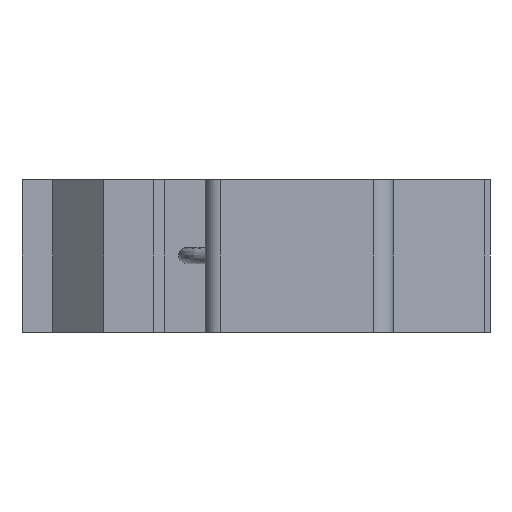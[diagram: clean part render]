
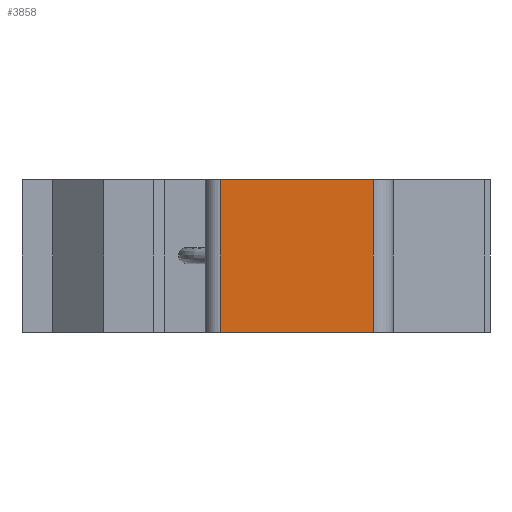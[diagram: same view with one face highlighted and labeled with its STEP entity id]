
A CAD part, front view. The second image highlights one B-rep face of the part: STEP entity #3858.
In plain terms, the highlighted planar face has unit normal (0, -1, 0).
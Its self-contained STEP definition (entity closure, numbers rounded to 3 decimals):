
#414=ORIENTED_EDGE('',*,*,#1175,.T.);
#415=ORIENTED_EDGE('',*,*,#1176,.F.);
#416=ORIENTED_EDGE('',*,*,#1177,.F.);
#417=ORIENTED_EDGE('',*,*,#1178,.T.);
#1175=EDGE_CURVE('',#1554,#1555,#1838,.T.);
#1176=EDGE_CURVE('',#1556,#1555,#1839,.T.);
#1177=EDGE_CURVE('',#1557,#1556,#1840,.T.);
#1178=EDGE_CURVE('',#1557,#1554,#1841,.T.);
#1554=VERTEX_POINT('',#5604);
#1555=VERTEX_POINT('',#5605);
#1556=VERTEX_POINT('',#5607);
#1557=VERTEX_POINT('',#5609);
#1838=LINE('',#5603,#2099);
#1839=LINE('',#5606,#2100);
#1840=LINE('',#5608,#2101);
#1841=LINE('',#5610,#2102);
#2099=VECTOR('',#4424,1000.);
#2100=VECTOR('',#4425,1000.);
#2101=VECTOR('',#4426,1000.);
#2102=VECTOR('',#4427,1000.);
#2285=EDGE_LOOP('',(#414,#415,#416,#417));
#2469=FACE_BOUND('',#2285,.T.);
#2644=PLANE('',#4041);
#3858=ADVANCED_FACE('',(#2469),#2644,.F.);
#4041=AXIS2_PLACEMENT_3D('',#5602,#4422,#4423);
#4422=DIRECTION('',(0.,1.,0.));
#4423=DIRECTION('',(-1.,0.,0.));
#4424=DIRECTION('',(1.,0.,0.));
#4425=DIRECTION('',(0.,0.,-1.));
#4426=DIRECTION('',(1.,0.,0.));
#4427=DIRECTION('',(0.,0.,-1.));
#5602=CARTESIAN_POINT('',(11.5,-20.999,15.));
#5603=CARTESIAN_POINT('',(11.5,-20.999,0.));
#5604=CARTESIAN_POINT('',(-3.5,-20.999,0.));
#5605=CARTESIAN_POINT('',(11.5,-20.999,0.));
#5606=CARTESIAN_POINT('',(11.5,-20.999,15.));
#5607=CARTESIAN_POINT('',(11.5,-20.999,15.));
#5608=CARTESIAN_POINT('',(11.5,-20.999,15.));
#5609=CARTESIAN_POINT('',(-3.5,-20.999,15.));
#5610=CARTESIAN_POINT('',(-3.5,-20.999,15.));
